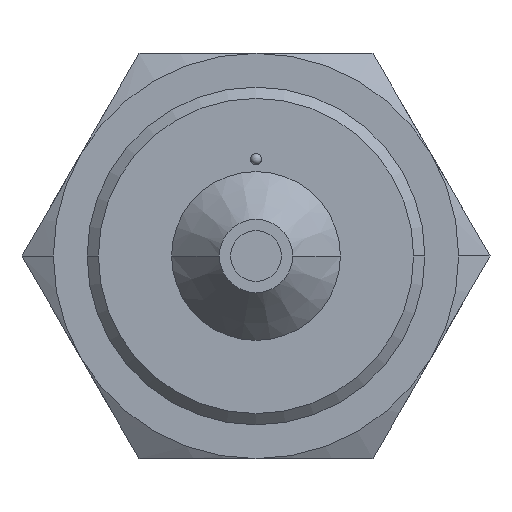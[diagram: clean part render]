
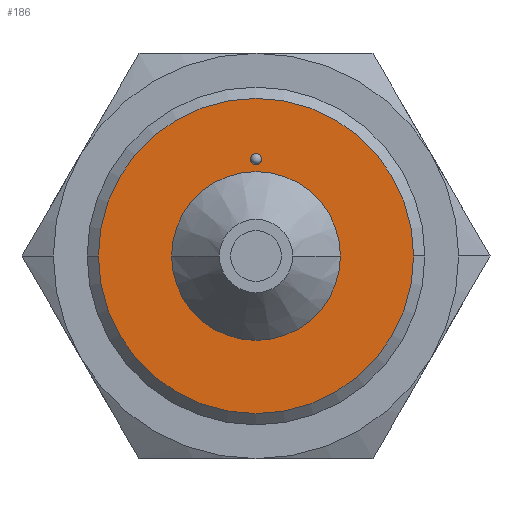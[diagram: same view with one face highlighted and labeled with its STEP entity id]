
A CAD part, front view. The second image highlights one B-rep face of the part: STEP entity #186.
In plain terms, the highlighted planar face has unit normal (0, -1, 0).
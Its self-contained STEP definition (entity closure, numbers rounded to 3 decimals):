
#186=ADVANCED_FACE('',(#282,#283,#284),#285,.T.);
#282=FACE_BOUND('',#447,.T.);
#283=FACE_OUTER_BOUND('',#448,.T.);
#284=FACE_BOUND('',#449,.T.);
#285=PLANE('',#450);
#447=EDGE_LOOP('',(#680,#681));
#448=EDGE_LOOP('',(#682,#683));
#449=EDGE_LOOP('',(#684,#685));
#450=AXIS2_PLACEMENT_3D('',#686,#687,#688);
#680=ORIENTED_EDGE('',*,*,#1170,.T.);
#681=ORIENTED_EDGE('',*,*,#1171,.T.);
#682=ORIENTED_EDGE('',*,*,#1154,.F.);
#683=ORIENTED_EDGE('',*,*,#1179,.F.);
#684=ORIENTED_EDGE('',*,*,#1159,.T.);
#685=ORIENTED_EDGE('',*,*,#1178,.T.);
#686=CARTESIAN_POINT('',(-10.75,-54.0,0.0));
#687=DIRECTION('',(0.0,-1.0,0.0));
#688=DIRECTION('',(1.0,0.0,0.0));
#1154=EDGE_CURVE('',#1323,#1325,#1326,.T.);
#1159=EDGE_CURVE('',#1329,#1333,#1335,.T.);
#1170=EDGE_CURVE('',#1354,#1355,#1356,.T.);
#1171=EDGE_CURVE('',#1355,#1354,#1357,.T.);
#1178=EDGE_CURVE('',#1333,#1329,#1364,.T.);
#1179=EDGE_CURVE('',#1325,#1323,#1365,.T.);
#1323=VERTEX_POINT('',#1585);
#1325=VERTEX_POINT('',#1588);
#1326=CIRCLE('',#1589,14.0);
#1329=VERTEX_POINT('',#1593);
#1333=VERTEX_POINT('',#1598);
#1335=CIRCLE('',#1601,7.5);
#1354=VERTEX_POINT('',#1626);
#1355=VERTEX_POINT('',#1627);
#1356=CIRCLE('',#1628,0.5);
#1357=CIRCLE('',#1629,0.5);
#1364=CIRCLE('',#1636,7.5);
#1365=CIRCLE('',#1637,14.0);
#1585=CARTESIAN_POINT('',(-14.0,-54.0,0.0));
#1588=CARTESIAN_POINT('',(14.0,-54.0,0.));
#1589=AXIS2_PLACEMENT_3D('',#2414,#2415,#2416);
#1593=CARTESIAN_POINT('',(-7.5,-54.0,0.0));
#1598=CARTESIAN_POINT('',(7.5,-54.0,0.));
#1601=AXIS2_PLACEMENT_3D('',#2423,#2424,#2425);
#1626=CARTESIAN_POINT('',(0.,-54.0,8.1));
#1627=CARTESIAN_POINT('',(0.0,-54.0,9.1));
#1628=AXIS2_PLACEMENT_3D('',#2444,#2445,#2446);
#1629=AXIS2_PLACEMENT_3D('',#2447,#2448,#2449);
#1636=AXIS2_PLACEMENT_3D('',#2468,#2469,#2470);
#1637=AXIS2_PLACEMENT_3D('',#2471,#2472,#2473);
#2414=CARTESIAN_POINT('',(0.0,-54.0,0.0));
#2415=DIRECTION('',(0.0,1.0,0.0));
#2416=DIRECTION('',(-1.0,0.0,0.0));
#2423=CARTESIAN_POINT('',(0.0,-54.0,0.0));
#2424=DIRECTION('',(0.0,1.0,0.0));
#2425=DIRECTION('',(-1.0,0.0,0.0));
#2444=CARTESIAN_POINT('',(0.0,-54.0,8.6));
#2445=DIRECTION('',(0.0,1.0,0.0));
#2446=DIRECTION('',(0.0,0.0,1.0));
#2447=CARTESIAN_POINT('',(0.0,-54.0,8.6));
#2448=DIRECTION('',(0.0,1.0,0.0));
#2449=DIRECTION('',(0.0,0.0,1.0));
#2468=CARTESIAN_POINT('',(0.0,-54.0,0.0));
#2469=DIRECTION('',(0.0,1.0,0.0));
#2470=DIRECTION('',(-1.0,0.0,0.0));
#2471=CARTESIAN_POINT('',(0.0,-54.0,0.0));
#2472=DIRECTION('',(0.0,1.0,0.0));
#2473=DIRECTION('',(-1.0,0.0,0.0));
